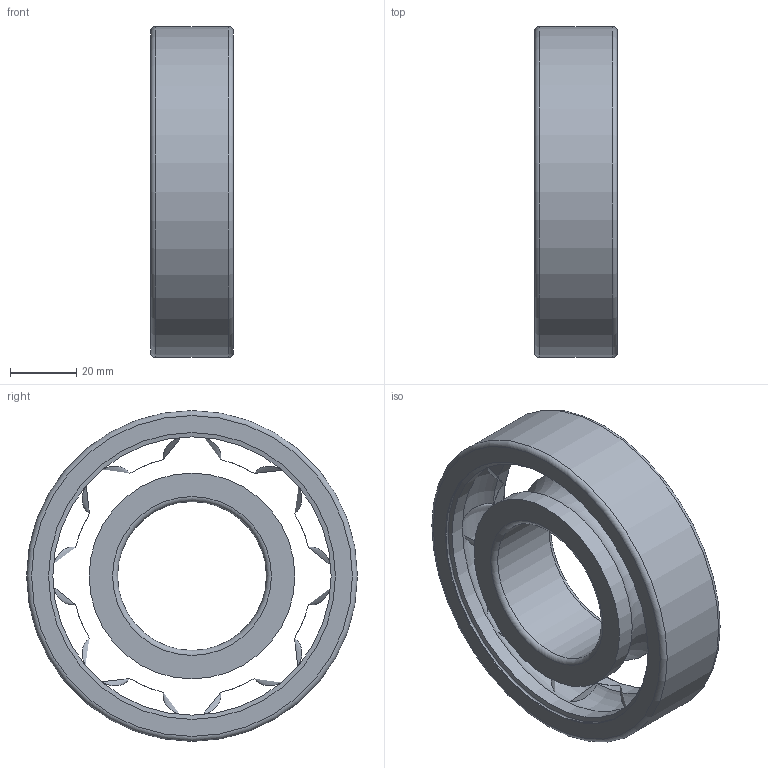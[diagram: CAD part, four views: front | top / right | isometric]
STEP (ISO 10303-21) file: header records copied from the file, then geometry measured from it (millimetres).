
FILE_DESCRIPTION(/* description */ ('STEP AP242','CAx-IF Rec.Pracs.---Representation and Presentation of Product Manufacturing Information (PMI)---4.0---2014-10-13','CAx-IF Rec.Pracs.---3D Tessellated Geometry---0.4---2014-09-14','2;1'),/* implementation_level */ '2;1');
FILE_NAME(/* name */ '675608afaebe490a25a8cc02',/* time_stamp */ '2024-12-08T20:59:27Z',/* author */ (''),/* organization */ (''),/* preprocessor_version */ 'ST-DEVELOPER v20',/* originating_system */ 'ONSHAPE BY PTC INC, 1.190',/* authorisation */ ' ');
FILE_SCHEMA (('AP242_MANAGED_MODEL_BASED_3D_ENGINEERING_MIM_LF { 1 0 10303 442 1 1 4 }'));
Length unit declared in the file: metre
Products named in the file (3): 1
Bounding box: 25 x 100 x 100 mm (x, y, z)
Volume: 100514.5 mm3; surface area: 38525.3 mm2
Topology: 3 solids, 3 shells, 38 faces, 102 edges, 68 vertices
Faces by surface type: torus 16, cylinder 8, sphere 8, plane 4, cone 2
Full cylindrical faces by diameter (mm): 45 x1, 62.18 x2, 84.099 x2, 86.7 x2, 100 x1
Entity records: 873 total; most frequent: CARTESIAN_POINT 213, DIRECTION 126, ORIENTED_EDGE 76, EDGE_LOOP 76, FACE_BOUND 76, AXIS2_PLACEMENT_3D 63, EDGE_CURVE 38, VERTEX_POINT 38
